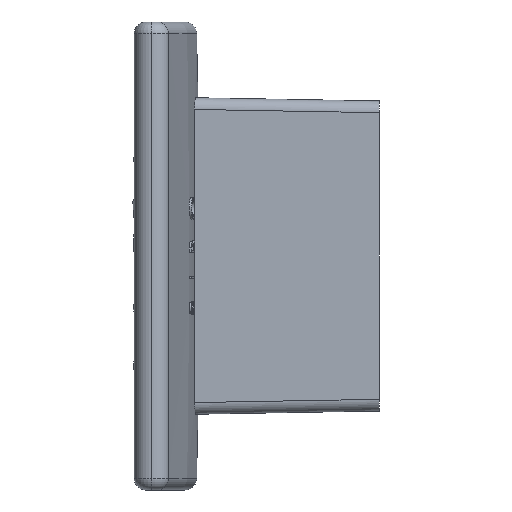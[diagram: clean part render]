
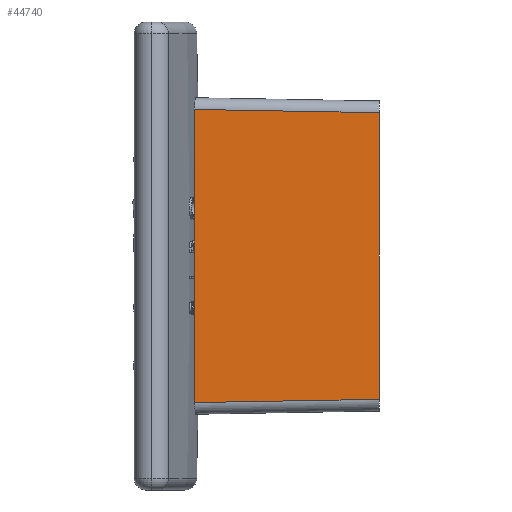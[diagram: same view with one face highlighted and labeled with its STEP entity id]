
A CAD part, left-side view. The second image highlights one B-rep face of the part: STEP entity #44740.
In plain terms, the highlighted planar face has unit normal (-1, -0.018, 0).
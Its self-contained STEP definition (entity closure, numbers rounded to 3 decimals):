
#13050=CARTESIAN_POINT('',(-5.776,15.786,
-12.526));
#13060=VERTEX_POINT('',#13050);
#15680=CARTESIAN_POINT('',(-5.776,15.786,
12.526));
#15690=VERTEX_POINT('',#15680);
#15720=CARTESIAN_POINT('',(-5.776,15.786,0.));
#15730=DIRECTION('',(0.,0.,1.));
#15740=VECTOR('',#15730,1.);
#15750=LINE('',#15720,#15740);
#15760=EDGE_CURVE('',#13060,#15690,#15750,.T.);
#43610=CARTESIAN_POINT('',(-5.5,0.,-12.25));
#43620=VERTEX_POINT('',#43610);
#43650=CARTESIAN_POINT('',(-5.5,0.,0.));
#43660=DIRECTION('',(0.,0.,1.));
#43670=VECTOR('',#43660,1.);
#43680=LINE('',#43650,#43670);
#43690=CARTESIAN_POINT('',(-5.5,0.,12.25));
#43700=VERTEX_POINT('',#43690);
#43710=EDGE_CURVE('',#43620,#43700,#43680,.T.);
#44530=CARTESIAN_POINT('',(-5.5,0.,0.));
#44540=DIRECTION('',(-1.,-0.017,-0.));
#44550=DIRECTION('',(-0.017,1.,0.));
#44560=AXIS2_PLACEMENT_3D('',#44530,#44540,#44550);
#44570=PLANE('',#44560);
#44580=CARTESIAN_POINT('',(-5.5,-0.017,
12.25));
#44590=DIRECTION('',(0.017,-1.,
-0.017));
#44600=VECTOR('',#44590,1.);
#44610=LINE('',#44580,#44600);
#44620=EDGE_CURVE('',#15690,#43700,#44610,.T.);
#44630=ORIENTED_EDGE('',*,*,#44620,.F.);
#44640=ORIENTED_EDGE('',*,*,#43710,.T.);
#44650=CARTESIAN_POINT('',(-5.5,-0.017,
-12.25));
#44660=DIRECTION('',(0.017,-1.,
0.017));
#44670=VECTOR('',#44660,1.);
#44680=LINE('',#44650,#44670);
#44690=EDGE_CURVE('',#13060,#43620,#44680,.T.);
#44700=ORIENTED_EDGE('',*,*,#44690,.T.);
#44710=ORIENTED_EDGE('',*,*,#15760,.F.);
#44720=EDGE_LOOP('',(#44710,#44700,#44640,#44630));
#44730=FACE_OUTER_BOUND('',#44720,.T.);
#44740=ADVANCED_FACE('',(#44730),#44570,.T.);
